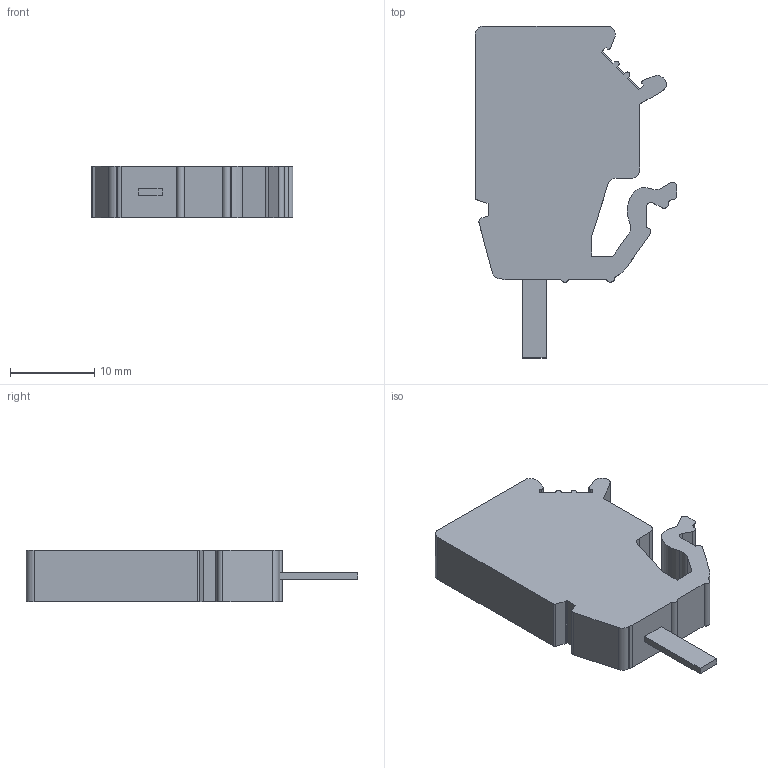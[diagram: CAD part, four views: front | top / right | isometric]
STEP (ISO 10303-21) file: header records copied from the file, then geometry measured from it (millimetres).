
FILE_DESCRIPTION(('Creo Elements/Direct Modeling STEP Export'),'2;1');
FILE_NAME('model.stp','2021-02-18T 5:24:19',(''),(''),'Creo Elements/Direct Modeling STEP processor for AP214 (Solid Model)','Creo Elements/Direct Modeling 20.1D 10-Oct-2020 (C) Parametric Technology GmbH','');
FILE_SCHEMA(('AUTOMOTIVE_DESIGN { 1 0 10303 214 1 1 1 1 }'));
Length unit declared in the file: millimetre
Products named in the file (2): DFK_DP4
Assembly tree (1 placements, depth 2):
  DFK_DP4
    DFK_DP4
Bounding box: 24 x 39.52 x 6.15 mm (x, y, z)
Volume: 3178.1 mm3; surface area: 2159.6 mm2
Topology: 1 solids, 1 shells, 94 faces, 267 edges, 178 vertices
Faces by surface type: plane 58, cylinder 35, cone 1
Entity records: 3622 total; most frequent: CARTESIAN_POINT 703, ORIENTED_EDGE 534, DIRECTION 522, EDGE_CURVE 267, VECTOR 192, LINE 192, VERTEX_POINT 178, AXIS2_PLACEMENT_3D 165
